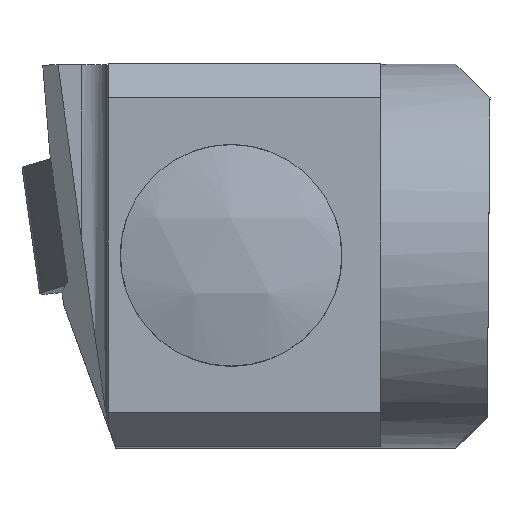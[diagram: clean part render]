
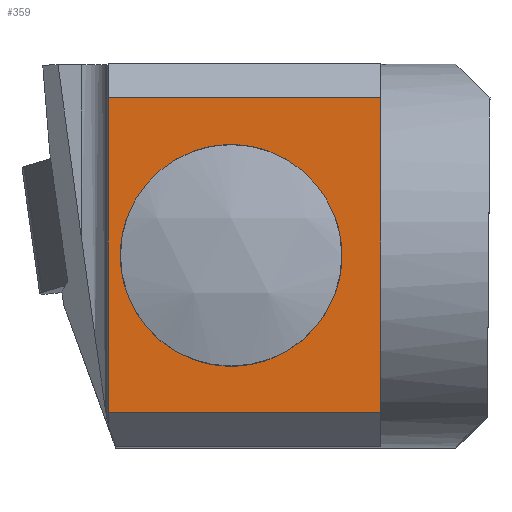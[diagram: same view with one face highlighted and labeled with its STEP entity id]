
A CAD part, top view. The second image highlights one B-rep face of the part: STEP entity #359.
In plain terms, the highlighted planar face has unit normal (0, 0, 1).
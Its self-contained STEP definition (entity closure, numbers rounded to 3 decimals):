
#72=LINE('',#1675,#159);
#76=LINE('',#1687,#163);
#77=LINE('',#1690,#164);
#78=LINE('',#1691,#165);
#159=VECTOR('',#1172,1.);
#163=VECTOR('',#1182,1.);
#164=VECTOR('',#1183,1.);
#165=VECTOR('',#1184,1.);
#252=PLANE('',#1015);
#317=FACE_BOUND('',#464,.T.);
#318=FACE_BOUND('',#465,.T.);
#359=ADVANCED_FACE('',(#317,#318),#252,.F.);
#464=EDGE_LOOP('',(#595));
#465=EDGE_LOOP('',(#596,#597,#598,#599));
#595=ORIENTED_EDGE('',*,*,#898,.T.);
#596=ORIENTED_EDGE('',*,*,#899,.T.);
#597=ORIENTED_EDGE('',*,*,#900,.T.);
#598=ORIENTED_EDGE('',*,*,#893,.F.);
#599=ORIENTED_EDGE('',*,*,#901,.T.);
#797=VERTEX_POINT('',#1676);
#798=VERTEX_POINT('',#1677);
#801=VERTEX_POINT('',#1686);
#802=VERTEX_POINT('',#1688);
#803=VERTEX_POINT('',#1689);
#893=EDGE_CURVE('',#797,#798,#72,.T.);
#898=EDGE_CURVE('',#801,#801,#964,.T.);
#899=EDGE_CURVE('',#802,#803,#76,.T.);
#900=EDGE_CURVE('',#803,#798,#77,.T.);
#901=EDGE_CURVE('',#797,#802,#78,.T.);
#964=CIRCLE('',#1014,3.016);
#1014=AXIS2_PLACEMENT_3D('',#1685,#1180,#1181);
#1015=AXIS2_PLACEMENT_3D('',#1692,#1185,#1186);
#1172=DIRECTION('',(0.,-1.,0.));
#1180=DIRECTION('',(0.,0.,-1.));
#1181=DIRECTION('',(1.,0.,0.));
#1182=DIRECTION('',(0.,-1.,0.));
#1183=DIRECTION('',(1.,0.,0.));
#1184=DIRECTION('',(-1.,0.,0.));
#1185=DIRECTION('',(0.,0.,-1.));
#1186=DIRECTION('',(-1.,0.,0.));
#1675=CARTESIAN_POINT('',(-3.961,14.275,0.));
#1676=CARTESIAN_POINT('',(-3.961,13.005,0.));
#1677=CARTESIAN_POINT('',(-3.961,1.27,0.));
#1685=CARTESIAN_POINT('',(-9.549,7.112,0.));
#1686=CARTESIAN_POINT('',(-6.532,7.112,0.));
#1687=CARTESIAN_POINT('',(-14.121,14.275,0.));
#1688=CARTESIAN_POINT('',(-14.121,13.005,0.));
#1689=CARTESIAN_POINT('',(-14.121,1.27,0.));
#1690=CARTESIAN_POINT('',(-14.121,1.27,0.));
#1691=CARTESIAN_POINT('',(-14.121,13.005,0.));
#1692=CARTESIAN_POINT('',(-14.121,14.275,0.));
